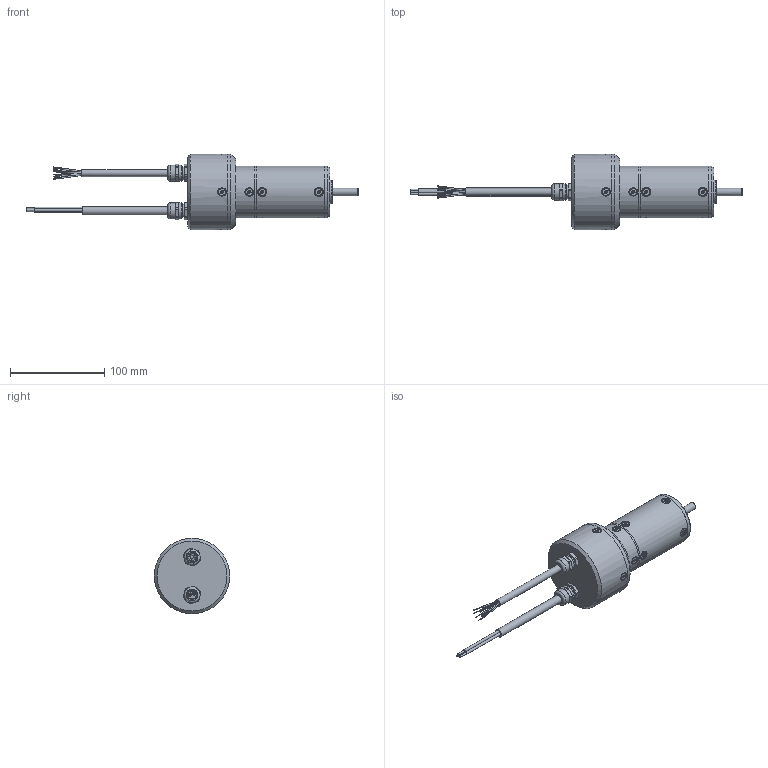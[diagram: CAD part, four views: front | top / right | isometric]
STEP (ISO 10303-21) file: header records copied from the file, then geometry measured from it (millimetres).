
FILE_DESCRIPTION (( 'STEP AP203' ), '1' );
FILE_NAME ('HSM4615-IG7.5.STEP', '2019-12-10T08:53:13', ( '' ), ( '' ), 'SwSTEP 2.0', 'SolidWorks 2019', '' );
FILE_SCHEMA (( 'CONFIG_CONTROL_DESIGN' ));
Length unit declared in the file: millimetre
Products named in the file (1): HSM4615-IG7.5
Bounding box: 351.5 x 80 x 80 mm (x, y, z)
Volume: 509229.1 mm3; surface area: 50184.8 mm2
Topology: 1 solids, 1 shells, 855 faces, 1897 edges, 1118 vertices
Faces by surface type: plane 544, cylinder 190, cone 119, torus 2
Full cylindrical faces by diameter (mm): 0.5 x8, 1 x8, 1.8 x3, 2.8 x3, 3.3 x4, 7.4 x16, 7.5 x1, 8 x2, 8.7 x1, 9.5 x8, 13.6 x1, 14 x2, 17 x4, 25 x1, 54.99 x1, 54.994 x1, 55 x3, 79.994 x1, 80 x2
Entity records: 23557 total; most frequent: CARTESIAN_POINT 5654, DIRECTION 3676, ORIENTED_EDGE 3508, EDGE_CURVE 1754, AXIS2_PLACEMENT_3D 1378, VERTEX_POINT 1074, EDGE_LOOP 1028, FACE_OUTER_BOUND 927
